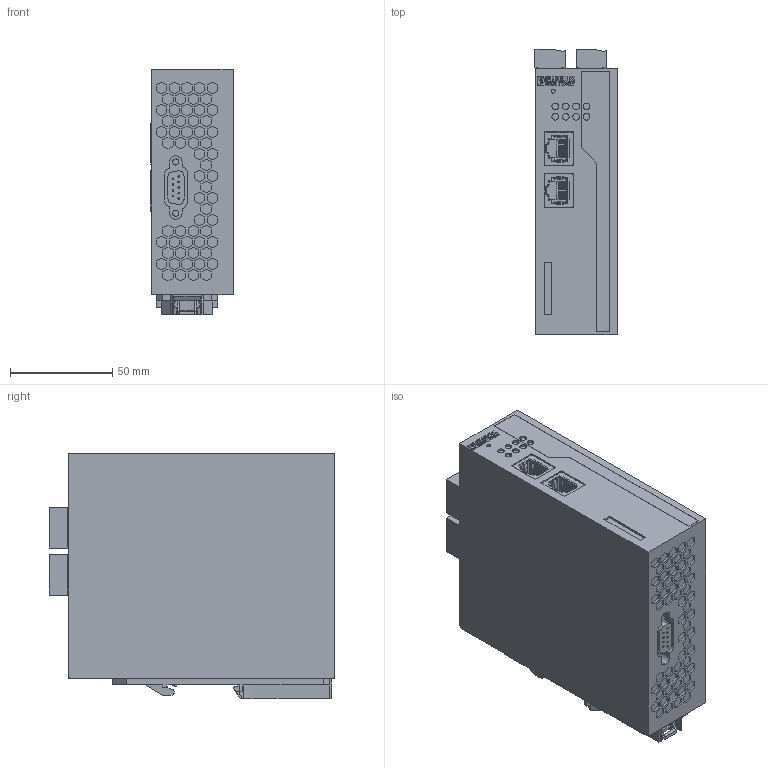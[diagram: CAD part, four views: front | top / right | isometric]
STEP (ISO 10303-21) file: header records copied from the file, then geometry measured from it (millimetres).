
FILE_DESCRIPTION(('SolidDesigner STEP Export'),'2;1');
FILE_NAME('2700634_FL_MGUARD_RS4000_TX_TX-select.stp','2012-11-15T12:59:17',(''),(''),'Creo Elements/Direct Modeling STEP processor for AP214 (Solid Model)','Creo Elements/Direct Modeling 18.1 06-May-2012 (C) Parametric Technology GmbH','');
FILE_SCHEMA(('AUTOMOTIVE_DESIGN { 1 0 10303 214 1 1 1 1 }'));
Length unit declared in the file: millimetre
Products named in the file (18): MSTBT_2_5_4-ST_H_SELECT_1_1_1_1.PRT.4; PHYS36108_1_2.PRT; X5.ASM; PHYS60822_1_2.PRT; X4_2.ASM; X7.ASM; PHYS35635_1_2.PRT; X3.ASM; X8_2.ASM; PHYS45932_1_REFLOW_2.PRT; X6.ASM; 1_1.PRT; C13.ASM; BAUGRUPPE626.ASM; 2700642_FL_MGUARD_RS2000_TX_TX_.ASM; HSEL_RSX000_TX_TX.PRT; UTA_107_30X.PRT; 2700634_FL_MGUARD_RS4000_TX_TX-select
Assembly tree (22 placements, depth 5):
  2700634_FL_MGUARD_RS4000_TX_TX-select
    UTA_107_30X.PRT
    HSEL_RSX000_TX_TX.PRT
    2700642_FL_MGUARD_RS2000_TX_TX_.ASM
      BAUGRUPPE626.ASM
        C13.ASM
        1_1.PRT
        X6.ASM
          PHYS45932_1_REFLOW_2.PRT
        X8_2.ASM
          PHYS35635_1_2.PRT
        X3.ASM
          PHYS35635_1_2.PRT
        X7.ASM
          PHYS60822_1_2.PRT
        X4_2.ASM
          PHYS60822_1_2.PRT
        X5.ASM
          PHYS36108_1_2.PRT
      MSTBT_2_5_4-ST_H_SELECT_1_1_1_1.PRT.4  x4
Bounding box: 40.16 x 139.3 x 119.6 mm (x, y, z)
Volume: 610545.3 mm3; surface area: 95146 mm2
Topology: 12 solids, 12 shells, 5677 faces, 15121 edges, 9860 vertices
Faces by surface type: plane 4022, extrusion 801, cylinder 777, cone 54, bspline 12, sphere 11
Entity records: 143453 total; most frequent: CARTESIAN_POINT 26524, ORIENTED_EDGE 19562, DIRECTION 16334, EDGE_CURVE 9781, VECTOR 8268, LINE 7855, VERTEX_POINT 6412, AXIS2_PLACEMENT_3D 4033
